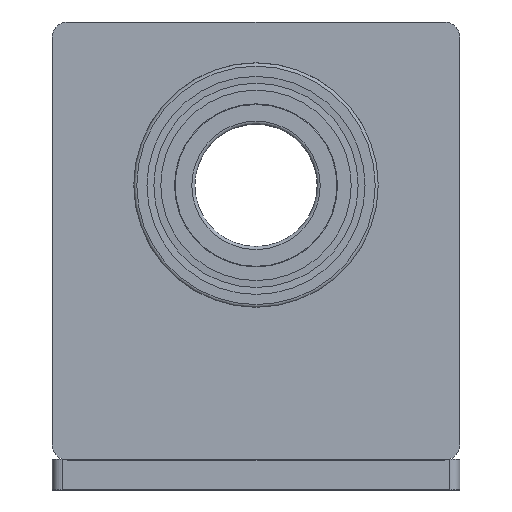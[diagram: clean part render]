
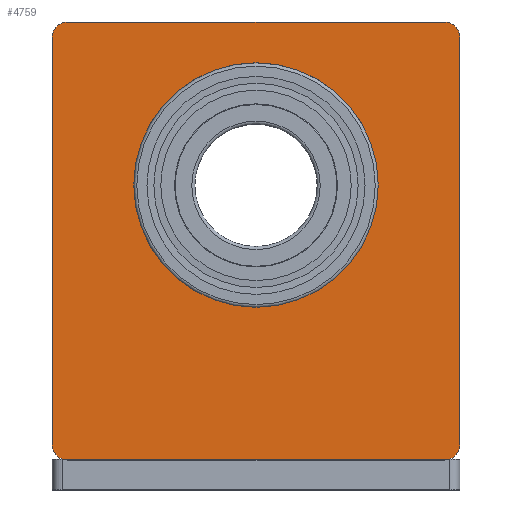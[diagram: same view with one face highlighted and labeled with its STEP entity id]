
A CAD part, front view. The second image highlights one B-rep face of the part: STEP entity #4759.
In plain terms, the highlighted face is planar.
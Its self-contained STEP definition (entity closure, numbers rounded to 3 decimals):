
#135=FACE_BOUND('',#723,.T.);
#159=PLANE('',#5098);
#207=CIRCLE('',#5099,1.5);
#208=CIRCLE('',#5100,1.5);
#209=CIRCLE('',#5101,1.5);
#210=CIRCLE('',#5102,1.5);
#211=CIRCLE('',#5103,12.);
#460=FACE_OUTER_BOUND('',#722,.T.);
#722=EDGE_LOOP('',(#3477,#3478,#3479,#3480,#3481,#3482,#3483,#3484));
#723=EDGE_LOOP('',(#3485));
#1330=LINE('',#12156,#1583);
#1332=LINE('',#12161,#1585);
#1336=LINE('',#12170,#1589);
#1340=LINE('',#12179,#1593);
#1583=VECTOR('',#5833,40.);
#1585=VECTOR('',#5837,37.);
#1589=VECTOR('',#5843,40.);
#1593=VECTOR('',#5849,37.);
#2013=VERTEX_POINT('',#12153);
#2014=VERTEX_POINT('',#12155);
#2015=VERTEX_POINT('',#12159);
#2016=VERTEX_POINT('',#12160);
#2019=VERTEX_POINT('',#12168);
#2020=VERTEX_POINT('',#12169);
#2023=VERTEX_POINT('',#12177);
#2024=VERTEX_POINT('',#12178);
#2027=VERTEX_POINT('',#12190);
#2617=EDGE_CURVE('',#2014,#2013,#1330,.T.);
#2619=EDGE_CURVE('',#2015,#2016,#1332,.T.);
#2623=EDGE_CURVE('',#2019,#2020,#1336,.T.);
#2627=EDGE_CURVE('',#2023,#2024,#1340,.T.);
#2631=EDGE_CURVE('',#2013,#2015,#207,.T.);
#2632=EDGE_CURVE('',#2016,#2019,#208,.T.);
#2633=EDGE_CURVE('',#2020,#2023,#209,.T.);
#2634=EDGE_CURVE('',#2024,#2014,#210,.T.);
#2635=EDGE_CURVE('',#2027,#2027,#211,.T.);
#3477=ORIENTED_EDGE('',*,*,#2617,.T.);
#3478=ORIENTED_EDGE('',*,*,#2631,.T.);
#3479=ORIENTED_EDGE('',*,*,#2619,.T.);
#3480=ORIENTED_EDGE('',*,*,#2632,.T.);
#3481=ORIENTED_EDGE('',*,*,#2623,.T.);
#3482=ORIENTED_EDGE('',*,*,#2633,.T.);
#3483=ORIENTED_EDGE('',*,*,#2627,.T.);
#3484=ORIENTED_EDGE('',*,*,#2634,.T.);
#3485=ORIENTED_EDGE('',*,*,#2635,.F.);
#4759=ADVANCED_FACE('',(#460,#135),#159,.T.);
#5098=AXIS2_PLACEMENT_3D('',#12185,#5853,#5854);
#5099=AXIS2_PLACEMENT_3D('',#12186,#5855,#5856);
#5100=AXIS2_PLACEMENT_3D('',#12187,#5857,#5858);
#5101=AXIS2_PLACEMENT_3D('',#12188,#5859,#5860);
#5102=AXIS2_PLACEMENT_3D('',#12189,#5861,#5862);
#5103=AXIS2_PLACEMENT_3D('',#12191,#5863,#5864);
#5833=DIRECTION('',(0.,-1.,0.));
#5837=DIRECTION('',(1.,0.,0.));
#5843=DIRECTION('',(0.,1.,0.));
#5849=DIRECTION('',(-1.,0.,0.));
#5853=DIRECTION('center_axis',(0.,0.,1.));
#5854=DIRECTION('ref_axis',(1.,0.,0.));
#5855=DIRECTION('center_axis',(0.,0.,1.));
#5856=DIRECTION('ref_axis',(1.,0.,0.));
#5857=DIRECTION('center_axis',(0.,0.,1.));
#5858=DIRECTION('ref_axis',(1.,0.,0.));
#5859=DIRECTION('center_axis',(0.,0.,1.));
#5860=DIRECTION('ref_axis',(1.,0.,0.));
#5861=DIRECTION('center_axis',(0.,0.,1.));
#5862=DIRECTION('ref_axis',(1.,0.,0.));
#5863=DIRECTION('center_axis',(0.,0.,1.));
#5864=DIRECTION('ref_axis',(1.,0.,0.));
#12153=CARTESIAN_POINT('',(-20.,-20.,25.));
#12155=CARTESIAN_POINT('',(-20.,20.,25.));
#12156=CARTESIAN_POINT('',(-20.,20.,25.));
#12159=CARTESIAN_POINT('',(-18.5,-21.5,25.));
#12160=CARTESIAN_POINT('',(18.5,-21.5,25.));
#12161=CARTESIAN_POINT('',(-18.5,-21.5,25.));
#12168=CARTESIAN_POINT('',(20.,-20.,25.));
#12169=CARTESIAN_POINT('',(20.,20.,25.));
#12170=CARTESIAN_POINT('',(20.,-20.,25.));
#12177=CARTESIAN_POINT('',(18.5,21.5,25.));
#12178=CARTESIAN_POINT('',(-18.5,21.5,25.));
#12179=CARTESIAN_POINT('',(18.5,21.5,25.));
#12185=CARTESIAN_POINT('Origin',(0.,0.,25.));
#12186=CARTESIAN_POINT('Origin',(-18.5,-20.,25.));
#12187=CARTESIAN_POINT('Origin',(18.5,-20.,25.));
#12188=CARTESIAN_POINT('Origin',(18.5,20.,25.));
#12189=CARTESIAN_POINT('Origin',(-18.5,20.,25.));
#12190=CARTESIAN_POINT('',(-12.,5.5,25.));
#12191=CARTESIAN_POINT('Origin',(0.,5.5,25.));
